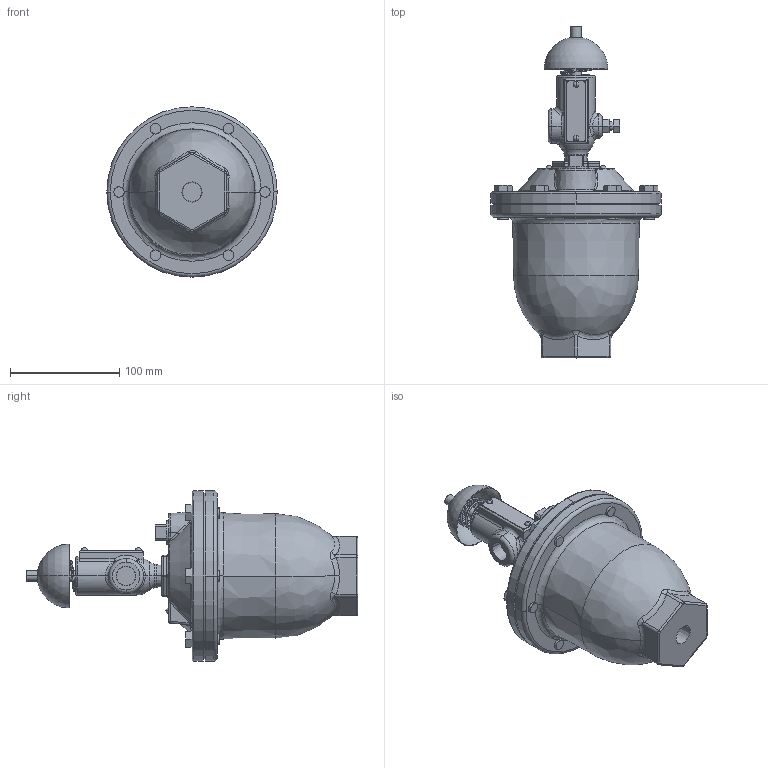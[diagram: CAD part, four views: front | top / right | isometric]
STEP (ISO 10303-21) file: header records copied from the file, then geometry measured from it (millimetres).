
FILE_DESCRIPTION((''),'2;1');
FILE_NAME('100ST_SW0001','2023-10-31T07:48:50',('jlesh'),(''),'CREO PARAMETRIC BY PTC INC, 2023072','CREO PARAMETRIC BY PTC INC, 2023072','');
FILE_SCHEMA(('AUTOMOTIVE_DESIGN { 1 0 10303 214 1 1 1 1 }'));
Length unit declared in the file: inch
Products named in the file (1): 100ST_SW0001
Bounding box: 155.57 x 303.28 x 155.57 mm (x, y, z)
Volume: 1744838.4 mm3; surface area: 122422.5 mm2
Topology: 3 solids, 3 shells, 429 faces, 980 edges, 575 vertices
Faces by surface type: plane 143, cylinder 92, cone 66, bspline 62, torus 42, sphere 24
Entity records: 23975 total; most frequent: CARTESIAN_POINT 12609, ORIENTED_EDGE 1944, DIRECTION 1878, COLOUR_RGB 1329, EDGE_CURVE 972, AXIS2_PLACEMENT_3D 779, VERTEX_POINT 575, EDGE_LOOP 459
